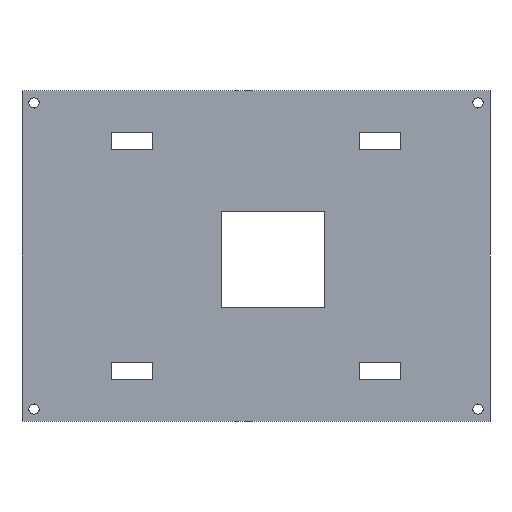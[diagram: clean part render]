
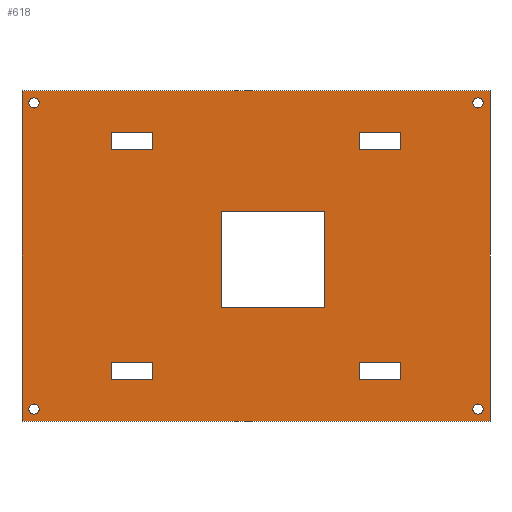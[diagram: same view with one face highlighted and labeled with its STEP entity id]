
A CAD part, front view. The second image highlights one B-rep face of the part: STEP entity #618.
In plain terms, the highlighted planar face has unit normal (0, -1, 0).
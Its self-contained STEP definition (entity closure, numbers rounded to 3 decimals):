
#1=DIRECTION('',(1.,0.,0.));
#2=VECTOR('',#1,136.);
#3=CARTESIAN_POINT('',(-68.,0.,48.));
#4=LINE('',#3,#2);
#5=DIRECTION('',(0.,0.,-1.));
#6=VECTOR('',#5,96.);
#7=CARTESIAN_POINT('',(68.,0.,48.));
#8=LINE('',#7,#6);
#9=DIRECTION('',(-1.,0.,0.));
#10=VECTOR('',#9,136.);
#11=CARTESIAN_POINT('',(68.,0.,-48.));
#12=LINE('',#11,#10);
#13=DIRECTION('',(0.,0.,1.));
#14=VECTOR('',#13,96.);
#15=CARTESIAN_POINT('',(-68.,0.,-48.));
#16=LINE('',#15,#14);
#17=CARTESIAN_POINT('',(-64.5,0.,44.5));
#18=DIRECTION('',(0.,1.,0.));
#19=DIRECTION('',(1.,0.,0.));
#20=AXIS2_PLACEMENT_3D('',#17,#18,#19);
#22=CARTESIAN_POINT('',(-64.5,0.,44.5));
#23=DIRECTION('',(0.,1.,0.));
#24=DIRECTION('',(-1.,0.,0.));
#25=AXIS2_PLACEMENT_3D('',#22,#23,#24);
#27=CARTESIAN_POINT('',(-64.5,0.,-44.5));
#28=DIRECTION('',(0.,1.,0.));
#29=DIRECTION('',(1.,0.,0.));
#30=AXIS2_PLACEMENT_3D('',#27,#28,#29);
#32=CARTESIAN_POINT('',(-64.5,0.,-44.5));
#33=DIRECTION('',(0.,1.,0.));
#34=DIRECTION('',(-1.,0.,0.));
#35=AXIS2_PLACEMENT_3D('',#32,#33,#34);
#37=CARTESIAN_POINT('',(64.5,0.,-44.5));
#38=DIRECTION('',(0.,1.,0.));
#39=DIRECTION('',(1.,0.,0.));
#40=AXIS2_PLACEMENT_3D('',#37,#38,#39);
#42=CARTESIAN_POINT('',(64.5,0.,-44.5));
#43=DIRECTION('',(0.,1.,0.));
#44=DIRECTION('',(-1.,0.,0.));
#45=AXIS2_PLACEMENT_3D('',#42,#43,#44);
#47=CARTESIAN_POINT('',(64.5,0.,44.5));
#48=DIRECTION('',(0.,1.,0.));
#49=DIRECTION('',(1.,0.,0.));
#50=AXIS2_PLACEMENT_3D('',#47,#48,#49);
#52=CARTESIAN_POINT('',(64.5,0.,44.5));
#53=DIRECTION('',(0.,1.,0.));
#54=DIRECTION('',(-1.,0.,0.));
#55=AXIS2_PLACEMENT_3D('',#52,#53,#54);
#57=DIRECTION('',(-1.,0.,0.));
#58=VECTOR('',#57,12.);
#59=CARTESIAN_POINT('',(-30.,0.,31.));
#60=LINE('',#59,#58);
#61=DIRECTION('',(0.,0.,-1.));
#62=VECTOR('',#61,5.);
#63=CARTESIAN_POINT('',(-30.,0.,36.));
#64=LINE('',#63,#62);
#65=DIRECTION('',(1.,0.,0.));
#66=VECTOR('',#65,12.);
#67=CARTESIAN_POINT('',(-42.,0.,36.));
#68=LINE('',#67,#66);
#69=DIRECTION('',(0.,0.,1.));
#70=VECTOR('',#69,5.);
#71=CARTESIAN_POINT('',(-42.,0.,31.));
#72=LINE('',#71,#70);
#73=DIRECTION('',(0.,0.,-1.));
#74=VECTOR('',#73,5.);
#75=CARTESIAN_POINT('',(-30.,0.,-31.));
#76=LINE('',#75,#74);
#77=DIRECTION('',(1.,0.,0.));
#78=VECTOR('',#77,12.);
#79=CARTESIAN_POINT('',(-42.,0.,-31.));
#80=LINE('',#79,#78);
#81=DIRECTION('',(0.,0.,1.));
#82=VECTOR('',#81,5.);
#83=CARTESIAN_POINT('',(-42.,0.,-36.));
#84=LINE('',#83,#82);
#85=DIRECTION('',(-1.,0.,0.));
#86=VECTOR('',#85,12.);
#87=CARTESIAN_POINT('',(-30.,0.,-36.));
#88=LINE('',#87,#86);
#89=DIRECTION('',(1.,0.,0.));
#90=VECTOR('',#89,12.);
#91=CARTESIAN_POINT('',(30.,0.,-31.));
#92=LINE('',#91,#90);
#93=DIRECTION('',(0.,0.,1.));
#94=VECTOR('',#93,5.);
#95=CARTESIAN_POINT('',(30.,0.,-36.));
#96=LINE('',#95,#94);
#97=DIRECTION('',(-1.,0.,0.));
#98=VECTOR('',#97,12.);
#99=CARTESIAN_POINT('',(42.,0.,-36.));
#100=LINE('',#99,#98);
#101=DIRECTION('',(0.,0.,-1.));
#102=VECTOR('',#101,5.);
#103=CARTESIAN_POINT('',(42.,0.,-31.));
#104=LINE('',#103,#102);
#105=DIRECTION('',(0.,0.,1.));
#106=VECTOR('',#105,5.);
#107=CARTESIAN_POINT('',(30.,0.,31.));
#108=LINE('',#107,#106);
#109=DIRECTION('',(-1.,0.,0.));
#110=VECTOR('',#109,12.);
#111=CARTESIAN_POINT('',(42.,0.,31.));
#112=LINE('',#111,#110);
#113=DIRECTION('',(0.,0.,-1.));
#114=VECTOR('',#113,5.);
#115=CARTESIAN_POINT('',(42.,0.,36.));
#116=LINE('',#115,#114);
#117=DIRECTION('',(1.,0.,0.));
#118=VECTOR('',#117,12.);
#119=CARTESIAN_POINT('',(30.,0.,36.));
#120=LINE('',#119,#118);
#121=DIRECTION('',(1.,0.,0.));
#122=VECTOR('',#121,30.);
#123=CARTESIAN_POINT('',(-10.,0.,13.));
#124=LINE('',#123,#122);
#361=DIRECTION('',(0.,0.,1.));
#362=VECTOR('',#361,28.);
#363=CARTESIAN_POINT('',(-10.,0.,-15.));
#364=LINE('',#363,#362);
#385=DIRECTION('',(0.,0.,-1.));
#386=VECTOR('',#385,28.);
#387=CARTESIAN_POINT('',(20.,0.,13.));
#388=LINE('',#387,#386);
#397=DIRECTION('',(-1.,0.,0.));
#398=VECTOR('',#397,30.);
#399=CARTESIAN_POINT('',(20.,0.,-15.));
#400=LINE('',#399,#398);
#401=CARTESIAN_POINT('',(-68.,0.,48.));
#402=CARTESIAN_POINT('',(68.,0.,48.));
#403=VERTEX_POINT('',#401);
#404=VERTEX_POINT('',#402);
#405=CARTESIAN_POINT('',(68.,0.,-48.));
#406=VERTEX_POINT('',#405);
#407=CARTESIAN_POINT('',(-68.,0.,-48.));
#408=VERTEX_POINT('',#407);
#418=CARTESIAN_POINT('',(-10.,0.,-15.));
#420=VERTEX_POINT('',#418);
#422=CARTESIAN_POINT('',(20.,0.,-15.));
#424=VERTEX_POINT('',#422);
#425=CARTESIAN_POINT('',(-63.,0.,44.5));
#426=CARTESIAN_POINT('',(-66.,0.,44.5));
#427=VERTEX_POINT('',#425);
#428=VERTEX_POINT('',#426);
#429=CARTESIAN_POINT('',(-63.,0.,-44.5));
#430=CARTESIAN_POINT('',(-66.,0.,-44.5));
#431=VERTEX_POINT('',#429);
#432=VERTEX_POINT('',#430);
#433=CARTESIAN_POINT('',(66.,0.,-44.5));
#434=CARTESIAN_POINT('',(63.,0.,-44.5));
#435=VERTEX_POINT('',#433);
#436=VERTEX_POINT('',#434);
#437=CARTESIAN_POINT('',(66.,0.,44.5));
#438=CARTESIAN_POINT('',(63.,0.,44.5));
#439=VERTEX_POINT('',#437);
#440=VERTEX_POINT('',#438);
#457=CARTESIAN_POINT('',(-30.,0.,31.));
#458=CARTESIAN_POINT('',(-42.,0.,31.));
#459=VERTEX_POINT('',#457);
#460=VERTEX_POINT('',#458);
#461=CARTESIAN_POINT('',(-42.,0.,36.));
#462=VERTEX_POINT('',#461);
#463=CARTESIAN_POINT('',(-30.,0.,36.));
#464=VERTEX_POINT('',#463);
#465=CARTESIAN_POINT('',(-30.,0.,-31.));
#466=CARTESIAN_POINT('',(-30.,0.,-36.));
#467=VERTEX_POINT('',#465);
#468=VERTEX_POINT('',#466);
#469=CARTESIAN_POINT('',(-42.,0.,-36.));
#470=VERTEX_POINT('',#469);
#471=CARTESIAN_POINT('',(-42.,0.,-31.));
#472=VERTEX_POINT('',#471);
#473=CARTESIAN_POINT('',(30.,0.,-31.));
#474=CARTESIAN_POINT('',(42.,0.,-31.));
#475=VERTEX_POINT('',#473);
#476=VERTEX_POINT('',#474);
#477=CARTESIAN_POINT('',(42.,0.,-36.));
#478=VERTEX_POINT('',#477);
#479=CARTESIAN_POINT('',(30.,0.,-36.));
#480=VERTEX_POINT('',#479);
#481=CARTESIAN_POINT('',(30.,0.,31.));
#482=CARTESIAN_POINT('',(30.,0.,36.));
#483=VERTEX_POINT('',#481);
#484=VERTEX_POINT('',#482);
#485=CARTESIAN_POINT('',(42.,0.,36.));
#486=VERTEX_POINT('',#485);
#487=CARTESIAN_POINT('',(42.,0.,31.));
#488=VERTEX_POINT('',#487);
#521=CARTESIAN_POINT('',(-10.,0.,13.));
#522=CARTESIAN_POINT('',(20.,0.,13.));
#523=VERTEX_POINT('',#521);
#524=VERTEX_POINT('',#522);
#529=CARTESIAN_POINT('',(0.,0.,0.));
#530=DIRECTION('',(0.,1.,0.));
#531=DIRECTION('',(1.,0.,0.));
#532=AXIS2_PLACEMENT_3D('',#529,#530,#531);
#533=PLANE('',#532);
#535=ORIENTED_EDGE('',*,*,#534,.T.);
#537=ORIENTED_EDGE('',*,*,#536,.T.);
#539=ORIENTED_EDGE('',*,*,#538,.T.);
#541=ORIENTED_EDGE('',*,*,#540,.T.);
#542=EDGE_LOOP('',(#535,#537,#539,#541));
#543=FACE_OUTER_BOUND('',#542,.F.);
#545=ORIENTED_EDGE('',*,*,#544,.F.);
#547=ORIENTED_EDGE('',*,*,#546,.F.);
#548=EDGE_LOOP('',(#545,#547));
#549=FACE_BOUND('',#548,.F.);
#551=ORIENTED_EDGE('',*,*,#550,.F.);
#553=ORIENTED_EDGE('',*,*,#552,.F.);
#554=EDGE_LOOP('',(#551,#553));
#555=FACE_BOUND('',#554,.F.);
#557=ORIENTED_EDGE('',*,*,#556,.F.);
#559=ORIENTED_EDGE('',*,*,#558,.F.);
#560=EDGE_LOOP('',(#557,#559));
#561=FACE_BOUND('',#560,.F.);
#563=ORIENTED_EDGE('',*,*,#562,.F.);
#565=ORIENTED_EDGE('',*,*,#564,.F.);
#566=EDGE_LOOP('',(#563,#565));
#567=FACE_BOUND('',#566,.F.);
#569=ORIENTED_EDGE('',*,*,#568,.F.);
#571=ORIENTED_EDGE('',*,*,#570,.F.);
#573=ORIENTED_EDGE('',*,*,#572,.F.);
#575=ORIENTED_EDGE('',*,*,#574,.F.);
#576=EDGE_LOOP('',(#569,#571,#573,#575));
#577=FACE_BOUND('',#576,.F.);
#579=ORIENTED_EDGE('',*,*,#578,.F.);
#581=ORIENTED_EDGE('',*,*,#580,.F.);
#583=ORIENTED_EDGE('',*,*,#582,.F.);
#585=ORIENTED_EDGE('',*,*,#584,.F.);
#586=EDGE_LOOP('',(#579,#581,#583,#585));
#587=FACE_BOUND('',#586,.F.);
#589=ORIENTED_EDGE('',*,*,#588,.F.);
#591=ORIENTED_EDGE('',*,*,#590,.F.);
#593=ORIENTED_EDGE('',*,*,#592,.F.);
#595=ORIENTED_EDGE('',*,*,#594,.F.);
#596=EDGE_LOOP('',(#589,#591,#593,#595));
#597=FACE_BOUND('',#596,.F.);
#599=ORIENTED_EDGE('',*,*,#598,.F.);
#601=ORIENTED_EDGE('',*,*,#600,.F.);
#603=ORIENTED_EDGE('',*,*,#602,.F.);
#605=ORIENTED_EDGE('',*,*,#604,.F.);
#606=EDGE_LOOP('',(#599,#601,#603,#605));
#607=FACE_BOUND('',#606,.F.);
#609=ORIENTED_EDGE('',*,*,#608,.F.);
#611=ORIENTED_EDGE('',*,*,#610,.F.);
#613=ORIENTED_EDGE('',*,*,#612,.F.);
#615=ORIENTED_EDGE('',*,*,#614,.F.);
#616=EDGE_LOOP('',(#609,#611,#613,#615));
#617=FACE_BOUND('',#616,.F.);
#618=ADVANCED_FACE('',(#543,#549,#555,#561,#567,#577,#587,#597,#607,#617),#533,
.F.);
#21=CIRCLE('',#20,1.5);
#26=CIRCLE('',#25,1.5);
#31=CIRCLE('',#30,1.5);
#36=CIRCLE('',#35,1.5);
#41=CIRCLE('',#40,1.5);
#46=CIRCLE('',#45,1.5);
#51=CIRCLE('',#50,1.5);
#56=CIRCLE('',#55,1.5);
#534=EDGE_CURVE('',#403,#404,#4,.T.);
#536=EDGE_CURVE('',#404,#406,#8,.T.);
#538=EDGE_CURVE('',#406,#408,#12,.T.);
#540=EDGE_CURVE('',#408,#403,#16,.T.);
#544=EDGE_CURVE('',#427,#428,#21,.T.);
#546=EDGE_CURVE('',#428,#427,#26,.T.);
#550=EDGE_CURVE('',#431,#432,#31,.T.);
#552=EDGE_CURVE('',#432,#431,#36,.T.);
#556=EDGE_CURVE('',#435,#436,#41,.T.);
#558=EDGE_CURVE('',#436,#435,#46,.T.);
#562=EDGE_CURVE('',#439,#440,#51,.T.);
#564=EDGE_CURVE('',#440,#439,#56,.T.);
#568=EDGE_CURVE('',#459,#460,#60,.T.);
#570=EDGE_CURVE('',#464,#459,#64,.T.);
#572=EDGE_CURVE('',#462,#464,#68,.T.);
#574=EDGE_CURVE('',#460,#462,#72,.T.);
#578=EDGE_CURVE('',#467,#468,#76,.T.);
#580=EDGE_CURVE('',#472,#467,#80,.T.);
#582=EDGE_CURVE('',#470,#472,#84,.T.);
#584=EDGE_CURVE('',#468,#470,#88,.T.);
#588=EDGE_CURVE('',#475,#476,#92,.T.);
#590=EDGE_CURVE('',#480,#475,#96,.T.);
#592=EDGE_CURVE('',#478,#480,#100,.T.);
#594=EDGE_CURVE('',#476,#478,#104,.T.);
#598=EDGE_CURVE('',#483,#484,#108,.T.);
#600=EDGE_CURVE('',#488,#483,#112,.T.);
#602=EDGE_CURVE('',#486,#488,#116,.T.);
#604=EDGE_CURVE('',#484,#486,#120,.T.);
#608=EDGE_CURVE('',#420,#523,#364,.T.);
#610=EDGE_CURVE('',#424,#420,#400,.T.);
#612=EDGE_CURVE('',#524,#424,#388,.T.);
#614=EDGE_CURVE('',#523,#524,#124,.T.);
